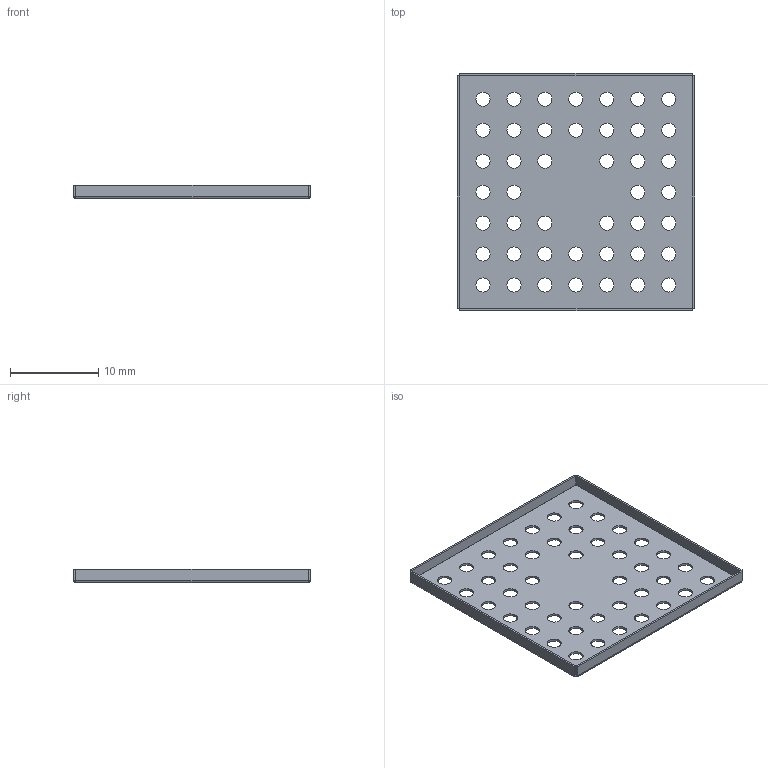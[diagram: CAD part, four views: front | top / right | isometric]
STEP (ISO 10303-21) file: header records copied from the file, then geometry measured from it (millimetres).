
FILE_DESCRIPTION(('STEP AP214'), '1');
FILE_NAME('SMS-252_cover', '', ('UNSPECIFIED'), ('UNSPECIFIED'), 'ASCON STEP Converter 1.6', 'ASCON Math Kernel', '');
FILE_SCHEMA(('AUTOMOTIVE_DESIGN { 1 0 10303 214 3 1 1}'));
Length unit declared in the file: millimetre
Bounding box: 26.89 x 26.89 x 1.52 mm (x, y, z)
Volume: 190.5 mm3; surface area: 1609 mm2
Topology: 1 solids, 1 shells, 82 faces, 208 edges, 128 vertices
Faces by surface type: cylinder 52, plane 30
Full cylindrical faces by diameter (mm): 1.6 x44
Entity records: 3136 total; most frequent: DIRECTION 434, CARTESIAN_POINT 375, ORIENTED_EDGE 328, EDGE_LOOP 214, AXIS2_PLACEMENT_3D 187, EDGE_CURVE 164, VERTEX_POINT 128, FACE_BOUND 126
